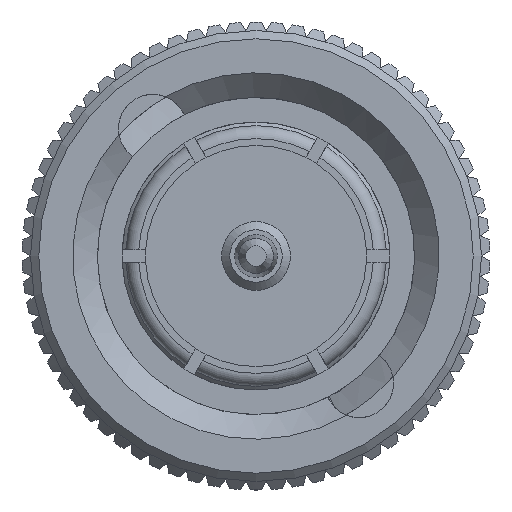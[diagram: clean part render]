
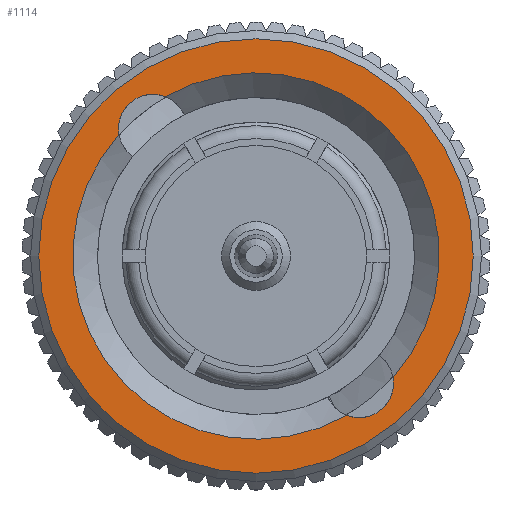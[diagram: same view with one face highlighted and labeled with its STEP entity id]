
A CAD part, left-side view. The second image highlights one B-rep face of the part: STEP entity #1114.
In plain terms, the highlighted planar face has unit normal (-1, 0, 0).
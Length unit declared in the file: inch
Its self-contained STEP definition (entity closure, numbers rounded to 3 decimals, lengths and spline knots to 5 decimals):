
#305 = VERTEX_POINT ( 'NONE', #9941 ) ;
#335 = DIRECTION ( 'NONE',  ( 1., 0., 0. ) ) ;
#339 = ORIENTED_EDGE ( 'NONE', *, *, #5218, .T. ) ;
#903 = CARTESIAN_POINT ( 'NONE',  ( 0., -0.16721, -0.1483 ) ) ;
#1002 = EDGE_LOOP ( 'NONE', ( #5634 ) ) ;
#1114 = ADVANCED_FACE ( 'NONE', ( #4962, #1271 ), #3593, .F. ) ;
#1271 = FACE_OUTER_BOUND ( 'NONE', #1002, .T. ) ;
#1550 = CARTESIAN_POINT ( 'NONE',  ( 0., 0.12592, 0.15539 ) ) ;
#1667 = DIRECTION ( 'NONE',  ( -1., 0., 0. ) ) ;
#2022 = AXIS2_PLACEMENT_3D ( 'NONE', #1550, #7696, #3324 ) ;
#2391 = DIRECTION ( 'NONE',  ( 0., 0., -1. ) ) ;
#2582 = EDGE_CURVE ( 'NONE', #5195, #9441, #6453, .T. ) ;
#2666 = AXIS2_PLACEMENT_3D ( 'NONE', #4507, #10691, #5387 ) ;
#3324 = DIRECTION ( 'NONE',  ( 0., 0., -1. ) ) ;
#3593 = PLANE ( 'NONE',  #2666 ) ;
#3757 = EDGE_CURVE ( 'NONE', #8450, #11362, #6711, .T. ) ;
#3840 = AXIS2_PLACEMENT_3D ( 'NONE', #9480, #11193, #2391 ) ;
#3893 = EDGE_CURVE ( 'NONE', #5195, #11362, #5607, .T. ) ;
#4507 = CARTESIAN_POINT ( 'NONE',  ( 0., 0., 0. ) ) ;
#4962 = FACE_BOUND ( 'NONE', #6118, .T. ) ;
#5136 = CIRCLE ( 'NONE', #3840, 0.265 ) ;
#5195 = VERTEX_POINT ( 'NONE', #5318 ) ;
#5218 = EDGE_CURVE ( 'NONE', #8450, #9441, #9750, .T. ) ;
#5318 = CARTESIAN_POINT ( 'NONE',  ( 0., 0.11042, 0.19432 ) ) ;
#5387 = DIRECTION ( 'NONE',  ( 0., 0., -1. ) ) ;
#5404 = AXIS2_PLACEMENT_3D ( 'NONE', #6926, #1667, #9533 ) ;
#5607 = CIRCLE ( 'NONE', #10521, 0.2235 ) ;
#5634 = ORIENTED_EDGE ( 'NONE', *, *, #8605, .T. ) ;
#5678 = CARTESIAN_POINT ( 'NONE',  ( 0., -0.11042, -0.19432 ) ) ;
#6118 = EDGE_LOOP ( 'NONE', ( #6283, #339, #10924, #6891 ) ) ;
#6283 = ORIENTED_EDGE ( 'NONE', *, *, #3757, .F. ) ;
#6453 = CIRCLE ( 'NONE', #2022, 0.0419 ) ;
#6711 = CIRCLE ( 'NONE', #5404, 0.0419 ) ;
#6891 = ORIENTED_EDGE ( 'NONE', *, *, #3893, .T. ) ;
#6926 = CARTESIAN_POINT ( 'NONE',  ( 0., -0.12592, -0.15539 ) ) ;
#7696 = DIRECTION ( 'NONE',  ( -1., 0., 0. ) ) ;
#8189 = CARTESIAN_POINT ( 'NONE',  ( 0., 0.16721, 0.1483 ) ) ;
#8450 = VERTEX_POINT ( 'NONE', #5678 ) ;
#8605 = EDGE_CURVE ( 'NONE', #305, #305, #5136, .T. ) ;
#9045 = AXIS2_PLACEMENT_3D ( 'NONE', #9607, #9565, #11410 ) ;
#9441 = VERTEX_POINT ( 'NONE', #8189 ) ;
#9480 = CARTESIAN_POINT ( 'NONE',  ( 0., 0., 0. ) ) ;
#9533 = DIRECTION ( 'NONE',  ( 0., 0., -1. ) ) ;
#9565 = DIRECTION ( 'NONE',  ( 1., 0., 0. ) ) ;
#9607 = CARTESIAN_POINT ( 'NONE',  ( 0., 0., 0. ) ) ;
#9750 = CIRCLE ( 'NONE', #9045, 0.2235 ) ;
#9876 = CARTESIAN_POINT ( 'NONE',  ( 0., 0., 0. ) ) ;
#9941 = CARTESIAN_POINT ( 'NONE',  ( 0., 0., -0.265 ) ) ;
#10521 = AXIS2_PLACEMENT_3D ( 'NONE', #9876, #335, #10850 ) ;
#10691 = DIRECTION ( 'NONE',  ( 1., 0., 0. ) ) ;
#10850 = DIRECTION ( 'NONE',  ( 0., 0., -1. ) ) ;
#10924 = ORIENTED_EDGE ( 'NONE', *, *, #2582, .F. ) ;
#11193 = DIRECTION ( 'NONE',  ( -1., 0., 0. ) ) ;
#11362 = VERTEX_POINT ( 'NONE', #903 ) ;
#11410 = DIRECTION ( 'NONE',  ( 0., 0., -1. ) ) ;
